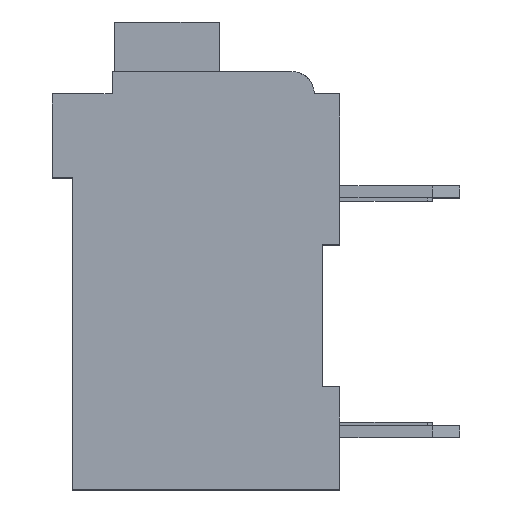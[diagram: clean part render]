
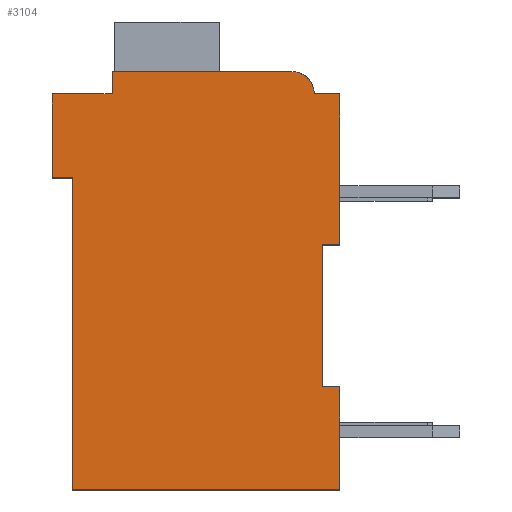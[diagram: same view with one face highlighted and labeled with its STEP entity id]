
A CAD part, top view. The second image highlights one B-rep face of the part: STEP entity #3104.
In plain terms, the highlighted planar face has unit normal (0, 0, 1).
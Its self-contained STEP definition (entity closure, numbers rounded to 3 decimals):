
#402=DIRECTION('',(1.,0.,0.));
#403=VECTOR('',#402,0.5);
#404=CARTESIAN_POINT('',(7.3,7.15,2.1));
#405=LINE('',#404,#403);
#406=DIRECTION('',(0.,1.,0.));
#407=VECTOR('',#406,4.15);
#408=CARTESIAN_POINT('',(7.3,3.,2.1));
#409=LINE('',#408,#407);
#410=DIRECTION('',(-1.,0.,0.));
#411=VECTOR('',#410,0.5);
#412=CARTESIAN_POINT('',(7.8,3.,2.1));
#413=LINE('',#412,#411);
#414=DIRECTION('',(0.,1.,0.));
#415=VECTOR('',#414,3.);
#416=CARTESIAN_POINT('',(7.8,0.,2.1));
#417=LINE('',#416,#415);
#418=DIRECTION('',(1.,0.,0.));
#419=VECTOR('',#418,7.8);
#420=CARTESIAN_POINT('',(0.,0.,2.1));
#421=LINE('',#420,#419);
#422=DIRECTION('',(0.,-1.,0.));
#423=VECTOR('',#422,9.1);
#424=CARTESIAN_POINT('',(0.,9.1,2.1));
#425=LINE('',#424,#423);
#426=DIRECTION('',(1.,0.,0.));
#427=VECTOR('',#426,0.6);
#428=CARTESIAN_POINT('',(-0.6,9.1,2.1));
#429=LINE('',#428,#427);
#430=DIRECTION('',(0.,-1.,0.));
#431=VECTOR('',#430,2.45);
#432=CARTESIAN_POINT('',(-0.6,11.55,2.1));
#433=LINE('',#432,#431);
#434=DIRECTION('',(-1.,0.,0.));
#435=VECTOR('',#434,1.75);
#436=CARTESIAN_POINT('',(1.15,11.55,2.1));
#437=LINE('',#436,#435);
#438=DIRECTION('',(0.,-1.,0.));
#439=VECTOR('',#438,0.65);
#440=CARTESIAN_POINT('',(1.15,12.2,2.1));
#441=LINE('',#440,#439);
#442=DIRECTION('',(-1.,0.,0.));
#443=VECTOR('',#442,5.25);
#444=CARTESIAN_POINT('',(6.4,12.2,2.1));
#445=LINE('',#444,#443);
#446=CARTESIAN_POINT('',(6.4,11.55,2.1));
#447=DIRECTION('',(0.,0.,1.));
#448=DIRECTION('',(1.,0.,0.));
#449=AXIS2_PLACEMENT_3D('',#446,#447,#448);
#451=DIRECTION('',(-1.,0.,0.));
#452=VECTOR('',#451,0.75);
#453=CARTESIAN_POINT('',(7.8,11.55,2.1));
#454=LINE('',#453,#452);
#455=DIRECTION('',(0.,1.,0.));
#456=VECTOR('',#455,4.4);
#457=CARTESIAN_POINT('',(7.8,7.15,2.1));
#458=LINE('',#457,#456);
#2055=CARTESIAN_POINT('',(7.3,7.15,2.1));
#2056=CARTESIAN_POINT('',(7.8,7.15,2.1));
#2057=VERTEX_POINT('',#2055);
#2058=VERTEX_POINT('',#2056);
#2059=CARTESIAN_POINT('',(7.8,11.55,2.1));
#2060=VERTEX_POINT('',#2059);
#2061=CARTESIAN_POINT('',(7.05,11.55,2.1));
#2062=VERTEX_POINT('',#2061);
#2063=CARTESIAN_POINT('',(6.4,12.2,2.1));
#2064=VERTEX_POINT('',#2063);
#2065=CARTESIAN_POINT('',(1.15,12.2,2.1));
#2066=VERTEX_POINT('',#2065);
#2067=CARTESIAN_POINT('',(1.15,11.55,2.1));
#2068=VERTEX_POINT('',#2067);
#2069=CARTESIAN_POINT('',(-0.6,11.55,2.1));
#2070=VERTEX_POINT('',#2069);
#2071=CARTESIAN_POINT('',(-0.6,9.1,2.1));
#2072=VERTEX_POINT('',#2071);
#2073=CARTESIAN_POINT('',(0.,9.1,2.1));
#2074=VERTEX_POINT('',#2073);
#2075=CARTESIAN_POINT('',(0.,0.,2.1));
#2076=VERTEX_POINT('',#2075);
#2077=CARTESIAN_POINT('',(7.8,0.,2.1));
#2078=VERTEX_POINT('',#2077);
#2079=CARTESIAN_POINT('',(7.8,3.,2.1));
#2080=VERTEX_POINT('',#2079);
#2081=CARTESIAN_POINT('',(7.3,3.,2.1));
#2082=VERTEX_POINT('',#2081);
#3074=CARTESIAN_POINT('',(0.,0.,2.1));
#3075=DIRECTION('',(0.,0.,1.));
#3076=DIRECTION('',(1.,0.,0.));
#3077=AXIS2_PLACEMENT_3D('',#3074,#3075,#3076);
#3078=PLANE('',#3077);
#3079=ORIENTED_EDGE('',*,*,#2704,.F.);
#3080=ORIENTED_EDGE('',*,*,#2853,.F.);
#3082=ORIENTED_EDGE('',*,*,#3081,.F.);
#3084=ORIENTED_EDGE('',*,*,#3083,.F.);
#3085=ORIENTED_EDGE('',*,*,#2989,.F.);
#3086=ORIENTED_EDGE('',*,*,#2962,.F.);
#3088=ORIENTED_EDGE('',*,*,#3087,.F.);
#3090=ORIENTED_EDGE('',*,*,#3089,.F.);
#3092=ORIENTED_EDGE('',*,*,#3091,.F.);
#3094=ORIENTED_EDGE('',*,*,#3093,.F.);
#3096=ORIENTED_EDGE('',*,*,#3095,.F.);
#3098=ORIENTED_EDGE('',*,*,#3097,.F.);
#3100=ORIENTED_EDGE('',*,*,#3099,.F.);
#3101=ORIENTED_EDGE('',*,*,#2789,.F.);
#3102=EDGE_LOOP('',(#3079,#3080,#3082,#3084,#3085,#3086,#3088,#3090,#3092,#3094,
#3096,#3098,#3100,#3101));
#3103=FACE_OUTER_BOUND('',#3102,.F.);
#450=CIRCLE('',#449,0.65);
#2704=EDGE_CURVE('',#2057,#2058,#405,.T.);
#2789=EDGE_CURVE('',#2058,#2060,#458,.T.);
#2853=EDGE_CURVE('',#2082,#2057,#409,.T.);
#2962=EDGE_CURVE('',#2074,#2076,#425,.T.);
#2989=EDGE_CURVE('',#2076,#2078,#421,.T.);
#3081=EDGE_CURVE('',#2080,#2082,#413,.T.);
#3083=EDGE_CURVE('',#2078,#2080,#417,.T.);
#3087=EDGE_CURVE('',#2072,#2074,#429,.T.);
#3089=EDGE_CURVE('',#2070,#2072,#433,.T.);
#3091=EDGE_CURVE('',#2068,#2070,#437,.T.);
#3093=EDGE_CURVE('',#2066,#2068,#441,.T.);
#3095=EDGE_CURVE('',#2064,#2066,#445,.T.);
#3097=EDGE_CURVE('',#2062,#2064,#450,.T.);
#3099=EDGE_CURVE('',#2060,#2062,#454,.T.);
#3104=ADVANCED_FACE('',(#3103),#3078,.T.);
